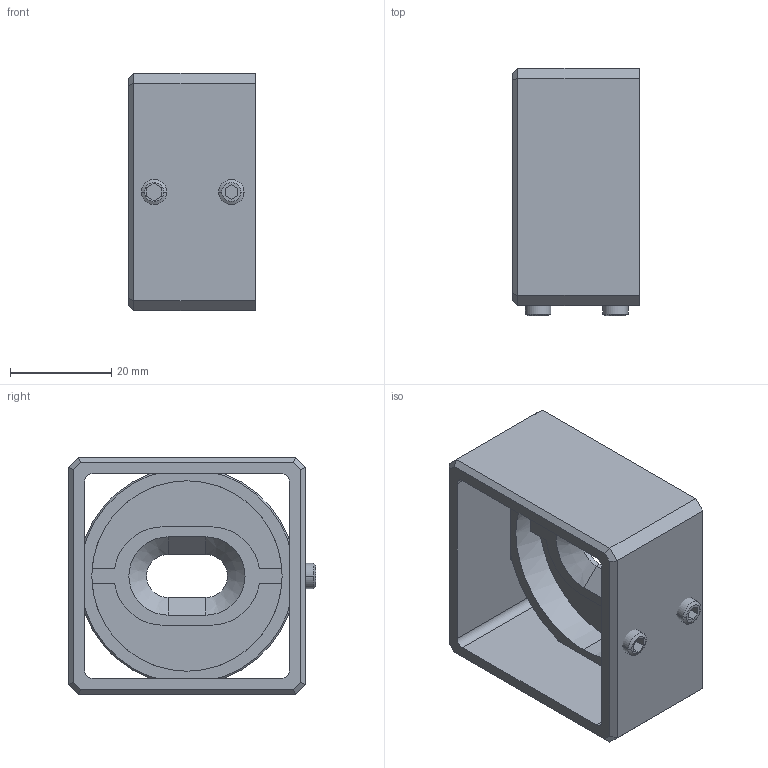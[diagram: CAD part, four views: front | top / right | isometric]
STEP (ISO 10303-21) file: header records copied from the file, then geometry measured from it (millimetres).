
FILE_DESCRIPTION (( 'STEP AP203' ), '1' );
FILE_NAME ('A_4504-040-B.STEP', '2024-04-04T12:15:31', ( '' ), ( '' ), 'SwSTEP 2.0', 'SolidWorks 2019', '' );
FILE_SCHEMA (( 'CONFIG_CONTROL_DESIGN' ));
Length unit declared in the file: millimetre
Products named in the file (5): A_4504-040-B.P2; DIN 913_SKRUTKA M 5X 5; A_4504-040-B.P1; A_4504-040-B; DIN 914_SKRUTKA M 5X 5
Assembly tree (4 placements, depth 2):
  A_4504-040-B
    A_4504-040-B.P2
    A_4504-040-B.P1
    DIN 914_SKRUTKA M 5X 5
    DIN 913_SKRUTKA M 5X 5
Bounding box: 25 x 49 x 47 mm (x, y, z)
Volume: 19264.4 mm3; surface area: 15163.6 mm2
Topology: 4 solids, 4 shells, 109 faces, 261 edges, 164 vertices
Faces by surface type: plane 60, cylinder 31, cone 18
Entity records: 3724 total; most frequent: CARTESIAN_POINT 595, DIRECTION 571, ORIENTED_EDGE 522, EDGE_CURVE 261, AXIS2_PLACEMENT_3D 196, LINE 179, VECTOR 179, VERTEX_POINT 164
